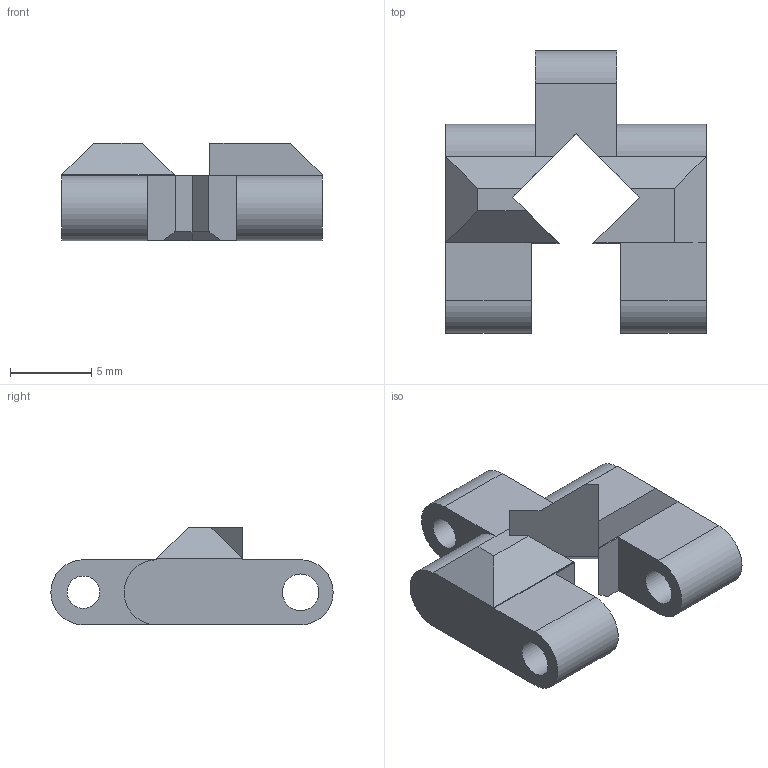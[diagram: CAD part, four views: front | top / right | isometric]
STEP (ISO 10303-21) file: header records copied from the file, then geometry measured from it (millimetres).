
FILE_DESCRIPTION(/* description */ ('STEP AP242','CAx-IF Rec.Pracs.---Representation and Presentation of Product Manufacturing Information (PMI)---4.0---2014-10-13','CAx-IF Rec.Pracs.---3D Tessellated Geometry---0.4---2014-09-14','2;1'),/* implementation_level */ '2;1');
FILE_NAME(/* name */ '65680714218dde31bb9a9101',/* time_stamp */ '2023-11-30T03:52:52Z',/* author */ (''),/* organization */ (''),/* preprocessor_version */ 'ST-DEVELOPER v19.4',/* originating_system */ ' ',/* authorisation */ ' ');
FILE_SCHEMA (('AP242_MANAGED_MODEL_BASED_3D_ENGINEERING_MIM_LF { 1 0 10303 442 1 1 4 }'));
Length unit declared in the file: metre
Products named in the file (1): mechanical_track
Bounding box: 16 x 17.35 x 6 mm (x, y, z)
Volume: 636.5 mm3; surface area: 790.4 mm2
Topology: 1 solids, 1 shells, 39 faces, 103 edges, 66 vertices
Faces by surface type: plane 31, cylinder 8
Full cylindrical faces by diameter (mm): 2 x1, 2.25 x2
Entity records: 1208 total; most frequent: CARTESIAN_POINT 206, ORIENTED_EDGE 200, DIRECTION 196, EDGE_CURVE 100, LINE 84, VECTOR 84, VERTEX_POINT 66, AXIS2_PLACEMENT_3D 56
